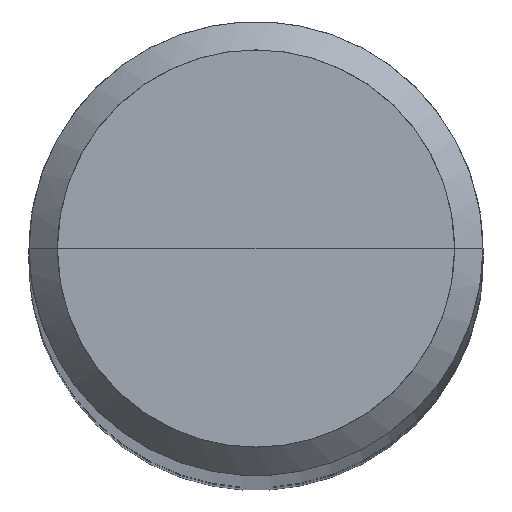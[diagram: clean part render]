
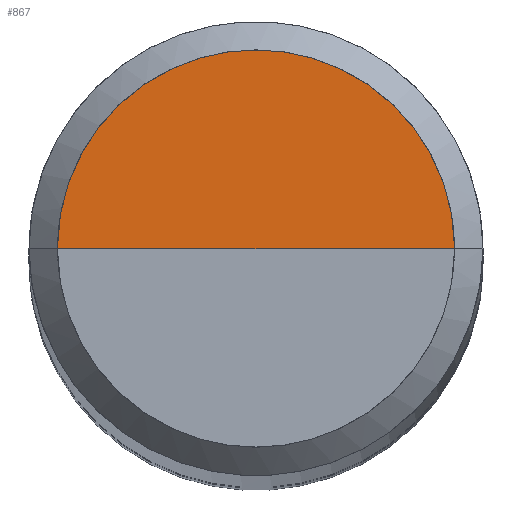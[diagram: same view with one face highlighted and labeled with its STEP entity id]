
A CAD part, top view. The second image highlights one B-rep face of the part: STEP entity #867.
In plain terms, the highlighted free-form (B-spline) face has degree [1, 2] with [2, 5] control points.
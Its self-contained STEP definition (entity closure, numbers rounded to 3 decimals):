
#647=CARTESIAN_POINT('',(1.75,0.0,59.0));
#648=CARTESIAN_POINT('',(1.75,1.75,59.0));
#649=CARTESIAN_POINT('',(0.0,1.75,59.0));
#650=CARTESIAN_POINT('',(-1.75,1.75,59.0));
#651=CARTESIAN_POINT('',(-1.75,0.0,59.0));
#652=CARTESIAN_POINT('',(0.0,0.0,59.0));
#852=(
BOUNDED_SURFACE()
B_SPLINE_SURFACE(1,2,(
(#647,#648,#649,#650,#651),
(#652,#652,#652,#652,#652)
), .UNSPECIFIED.,.F.,.F.,.F.)
B_SPLINE_SURFACE_WITH_KNOTS((2,2),(3,2,3),(
0.0,1.0),(
0.0,0.5,1.0), .UNSPECIFIED.)
GEOMETRIC_REPRESENTATION_ITEM()
RATIONAL_B_SPLINE_SURFACE(((1.0,0.707,1.0,0.707,1.0),
(1.0,0.707,1.0,0.707,1.0)
))
REPRESENTATION_ITEM('')
SURFACE()
);
#853=(
BOUNDED_CURVE()
B_SPLINE_CURVE(2,(#651,#650,#649,#648,#647),.UNSPECIFIED.,.F.,.F.)
B_SPLINE_CURVE_WITH_KNOTS((3,2,3),
(0.0,0.5,1.0),.UNSPECIFIED.)
CURVE()
GEOMETRIC_REPRESENTATION_ITEM()
RATIONAL_B_SPLINE_CURVE((1.0,0.707,1.0,0.707,1.0))
REPRESENTATION_ITEM('')
);
#854=(
BOUNDED_CURVE()
B_SPLINE_CURVE(1,(#647,#652),.UNSPECIFIED.,.F.,.F.)
B_SPLINE_CURVE_WITH_KNOTS((2,2),
(0.0,1.0),.UNSPECIFIED.)
CURVE()
GEOMETRIC_REPRESENTATION_ITEM()
RATIONAL_B_SPLINE_CURVE((1.0,1.0))
REPRESENTATION_ITEM('')
);
#855=(
BOUNDED_CURVE()
B_SPLINE_CURVE(1,(#652,#651),.UNSPECIFIED.,.F.,.F.)
B_SPLINE_CURVE_WITH_KNOTS((2,2),
(0.0,1.0),.UNSPECIFIED.)
CURVE()
GEOMETRIC_REPRESENTATION_ITEM()
RATIONAL_B_SPLINE_CURVE((1.0,1.0))
REPRESENTATION_ITEM('')
);
#856=VERTEX_POINT('',#647);
#857=VERTEX_POINT('',#651);
#858=VERTEX_POINT('',#652);
#859=EDGE_CURVE('',#857,#856,#853,.T.);
#860=EDGE_CURVE('',#856,#858,#854,.T.);
#861=EDGE_CURVE('',#858,#857,#855,.T.);
#862=ORIENTED_EDGE('',*,*,#859,.T.);
#863=ORIENTED_EDGE('',*,*,#860,.T.);
#864=ORIENTED_EDGE('',*,*,#861,.T.);
#865=EDGE_LOOP('',(#862,#863,#864));
#866=FACE_OUTER_BOUND('',#865,.T.);
#867=ADVANCED_FACE('',(#866),#852,.T.);
